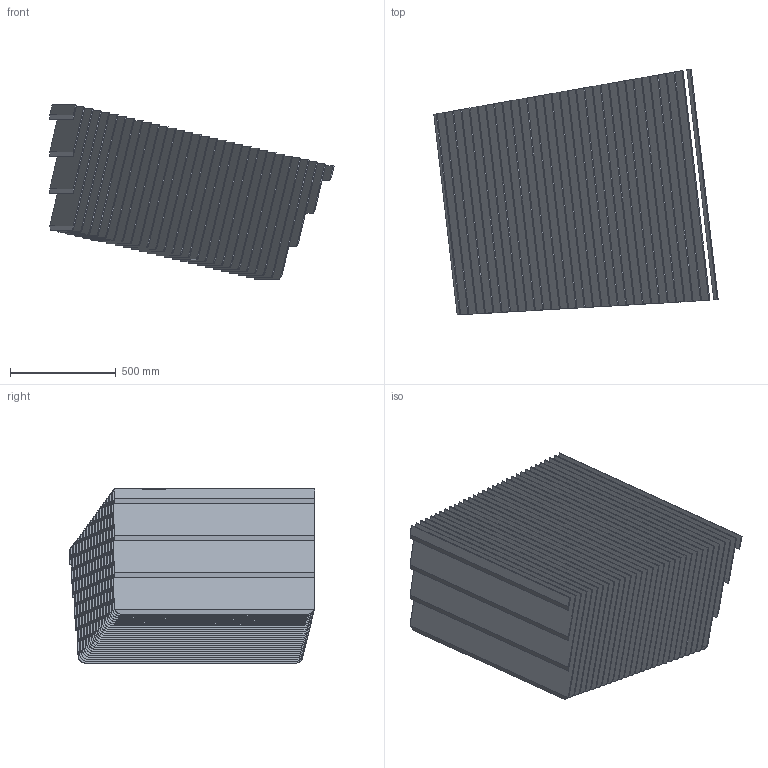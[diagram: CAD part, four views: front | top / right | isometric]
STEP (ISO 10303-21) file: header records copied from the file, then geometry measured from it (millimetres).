
FILE_DESCRIPTION(('FreeCAD Model'),'2;1');
FILE_NAME('detailed_HCLL/step/cooling_plate_1_sample_envelope_2.step', '2018-03-07T11:59:18',('FreeCAD'),('FreeCAD'), 'Open CASCADE STEP processor 7.1','FreeCAD','Unknown');
FILE_SCHEMA(('AUTOMOTIVE_DESIGN_CC2 { 1 2 10303 214 -1 1 5 4 }'));
Length unit declared in the file: millimetre
Products named in the file (33): Open CASCADE STEP translator 7.1 2; Open CASCADE STEP translator 7.1 2.1; Open CASCADE STEP translator 7.1 2.2; Open CASCADE STEP translator 7.1 2.3; Open CASCADE STEP translator 7.1 2.4; Open CASCADE STEP translator 7.1 2.5; Open CASCADE STEP translator 7.1 2.6; Open CASCADE STEP translator 7.1 2.7; Open CASCADE STEP translator 7.1 2.8; Open CASCADE STEP translator 7.1 2.9; Open CASCADE STEP translator 7.1 2.10; Open CASCADE STEP translator 7.1 2.11; Open CASCADE STEP translator 7.1 2.12; Open CASCADE STEP translator 7.1 2.13; Open CASCADE STEP translator 7.1 2.14; Open CASCADE STEP translator 7.1 2.15; Open CASCADE STEP translator 7.1 2.16; Open CASCADE STEP translator 7.1 2.17; Open CASCADE STEP translator 7.1 2.18; Open CASCADE STEP translator 7.1 2.19; Open CASCADE STEP translator 7.1 2.20; Open CASCADE STEP translator 7.1 2.21; Open CASCADE STEP translator 7.1 2.22; Open CASCADE STEP translator 7.1 2.23; Open CASCADE STEP translator 7.1 2.24; Open CASCADE STEP translator 7.1 2.25; Open CASCADE STEP translator 7.1 2.26; Open CASCADE STEP translator 7.1 2.27; Open CASCADE STEP translator 7.1 2.28; Open CASCADE STEP translator 7.1 2.29; Open CASCADE STEP translator 7.1 2.30; Open CASCADE STEP translator 7.1 2.31; Open CASCADE STEP translator 7.1 2.32
Assembly tree (32 placements, depth 2):
  Open CASCADE STEP translator 7.1 2
    Open CASCADE STEP translator 7.1 2.1
    Open CASCADE STEP translator 7.1 2.2
    Open CASCADE STEP translator 7.1 2.3
    Open CASCADE STEP translator 7.1 2.4
    Open CASCADE STEP translator 7.1 2.5
    Open CASCADE STEP translator 7.1 2.6
    Open CASCADE STEP translator 7.1 2.7
    Open CASCADE STEP translator 7.1 2.8
    Open CASCADE STEP translator 7.1 2.9
    Open CASCADE STEP translator 7.1 2.10
    Open CASCADE STEP translator 7.1 2.11
    Open CASCADE STEP translator 7.1 2.12
    Open CASCADE STEP translator 7.1 2.13
    Open CASCADE STEP translator 7.1 2.14
    Open CASCADE STEP translator 7.1 2.15
    Open CASCADE STEP translator 7.1 2.16
    Open CASCADE STEP translator 7.1 2.17
    Open CASCADE STEP translator 7.1 2.18
    Open CASCADE STEP translator 7.1 2.19
    Open CASCADE STEP translator 7.1 2.20
    Open CASCADE STEP translator 7.1 2.21
    Open CASCADE STEP translator 7.1 2.22
    Open CASCADE STEP translator 7.1 2.23
    Open CASCADE STEP translator 7.1 2.24
    Open CASCADE STEP translator 7.1 2.25
    Open CASCADE STEP translator 7.1 2.26
    Open CASCADE STEP translator 7.1 2.27
    Open CASCADE STEP translator 7.1 2.28
    Open CASCADE STEP translator 7.1 2.29
    Open CASCADE STEP translator 7.1 2.30
    Open CASCADE STEP translator 7.1 2.31
    Open CASCADE STEP translator 7.1 2.32
Bounding box: 1345.57 x 1163.38 x 824.74 mm (x, y, z)
Volume: 83737900.2 mm3; surface area: 34112211.5 mm2
Topology: 32 solids, 32 shells, 246 faces, 546 edges, 364 vertices
Faces by surface type: plane 194, cylinder 52
Entity records: 14360 total; most frequent: CARTESIAN_POINT 3813, DIRECTION 1528, ORIENTED_EDGE 1092, PCURVE 1092, DEFINITIONAL_REPRESENTATION 1092, B_SPLINE_CURVE_WITH_KNOTS 776, LINE 646, VECTOR 646
